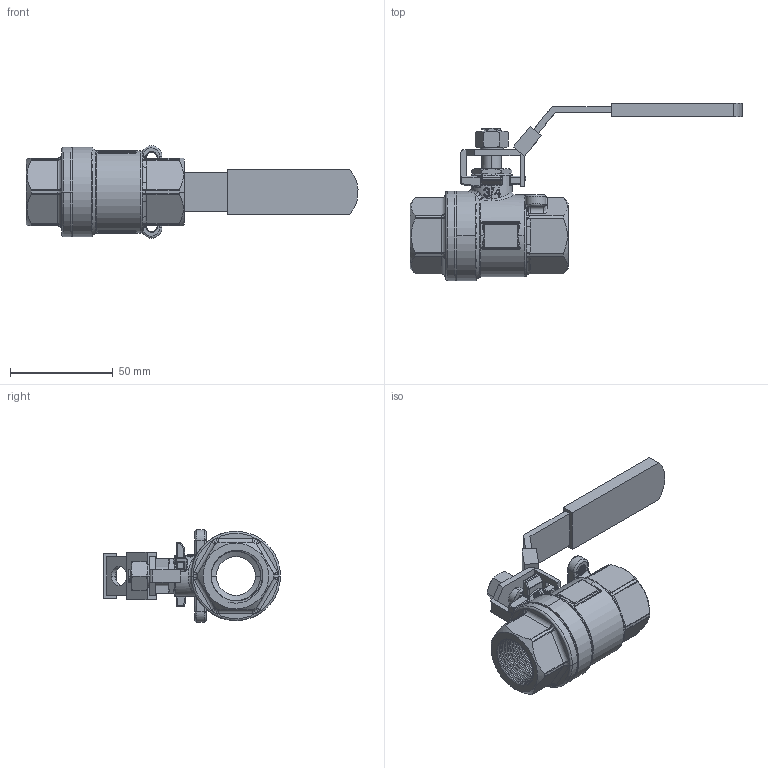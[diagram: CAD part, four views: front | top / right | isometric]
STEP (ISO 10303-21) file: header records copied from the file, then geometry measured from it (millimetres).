
FILE_DESCRIPTION((''),'2;1');
FILE_NAME('2006HL-020_ASM','2014-12-26T',('Administrator'),(''),'PRO/ENGINEER BY PARAMETRIC TECHNOLOGY CORPORATION, 2011080','PRO/ENGINEER BY PARAMETRIC TECHNOLOGY CORPORATION, 2011080','');
FILE_SCHEMA(('CONFIG_CONTROL_DESIGN'));
Products named in the file (8): 2006HL020-M01-01; 2006HL-STEM-020; 2006HL020-M02-01; 2006HL-STEMNUT-020; 2006HL-HANDLE-020; LUOMUDIANPIAN020; LUOMU020; 2006HL-020_ASM
Assembly tree (7 placements, depth 2):
  2006HL-020_ASM
    2006HL020-M01-01
    2006HL-STEM-020
    2006HL020-M02-01
    2006HL-STEMNUT-020
    2006HL-HANDLE-020
    LUOMUDIANPIAN020
    LUOMU020
Bounding box: 161.75 x 86.25 x 45 mm (x, y, z)
Volume: 70296.6 mm3; surface area: 38081.3 mm2
Topology: 9 solids, 9 shells, 783 faces, 1920 edges, 1165 vertices
Faces by surface type: cylinder 268, bspline 191, plane 175, torus 49, cone 48, sphere 30, extrusion 22
Entity records: 44299 total; most frequent: CARTESIAN_POINT 27547, ORIENTED_EDGE 3836, DIRECTION 2876, EDGE_CURVE 1918, VERTEX_POINT 1165, AXIS2_PLACEMENT_3D 1106, EDGE_LOOP 813, FACE_OUTER_BOUND 783
